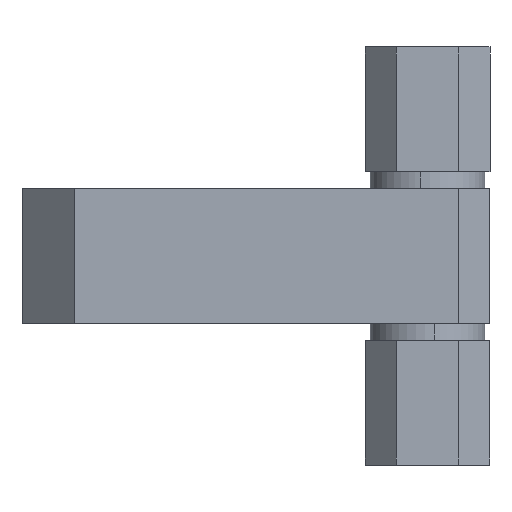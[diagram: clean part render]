
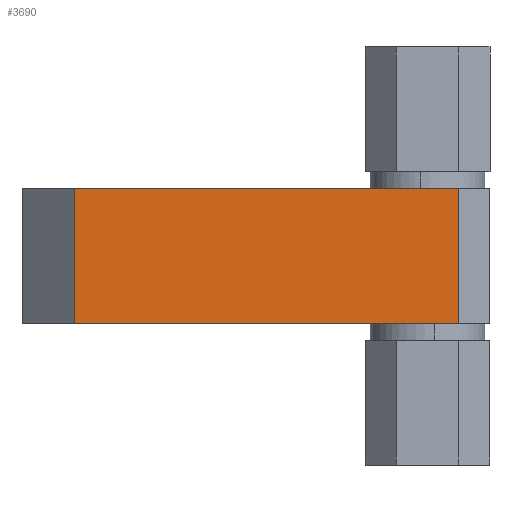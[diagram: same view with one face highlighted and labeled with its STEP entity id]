
A CAD part, front view. The second image highlights one B-rep face of the part: STEP entity #3690.
In plain terms, the highlighted free-form (B-spline) face has degree [1, 1] with [2, 2] control points.
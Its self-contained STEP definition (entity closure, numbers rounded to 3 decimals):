
#3406=CARTESIAN_POINT('',(3.,-6.,13.6));
#3407=VERTEX_POINT('',#3406);
#3413=CARTESIAN_POINT('',(-34.,-6.,13.6));
#3414=VERTEX_POINT('',#3413);
#3415=CARTESIAN_POINT('',(3.,-6.,13.6));
#3416=CARTESIAN_POINT('',(-34.,-6.,13.6));
#3417=QUASI_UNIFORM_CURVE('',1,(#3415,#3416),.UNSPECIFIED.,.F.,.U.);
#3418=EDGE_CURVE('',#3407,#3414,#3417,.T.);
#3483=CARTESIAN_POINT('',(3.,-6.,26.6));
#3484=VERTEX_POINT('',#3483);
#3532=CARTESIAN_POINT('',(-34.,-6.,26.6));
#3533=VERTEX_POINT('',#3532);
#3539=CARTESIAN_POINT('',(3.,-6.,26.6));
#3540=CARTESIAN_POINT('',(-34.,-6.,26.6));
#3541=QUASI_UNIFORM_CURVE('',1,(#3539,#3540),.UNSPECIFIED.,.F.,.U.);
#3542=EDGE_CURVE('',#3484,#3533,#3541,.T.);
#3665=CARTESIAN_POINT('',(-34.,-6.,26.6));
#3666=CARTESIAN_POINT('',(-34.,-6.,13.6));
#3667=QUASI_UNIFORM_CURVE('',1,(#3665,#3666),.UNSPECIFIED.,.F.,.U.);
#3668=EDGE_CURVE('',#3533,#3414,#3667,.T.);
#3675=CARTESIAN_POINT('',(-35.848,-6.,27.249));
#3676=CARTESIAN_POINT('',(-35.848,-6.,12.951));
#3677=CARTESIAN_POINT('',(4.848,-6.,27.249));
#3678=CARTESIAN_POINT('',(4.848,-6.,12.951));
#3679=B_SPLINE_SURFACE_WITH_KNOTS('',1,1,((#3675,#3677),(#3676,#3678)),.UNSPECIFIED.,.F.,.F.,.U.,(2,2),(2,2),(0.0,14.299),(0.0,40.696),.UNSPECIFIED.);
#3680=ORIENTED_EDGE('',*,*,#3418,.F.);
#3681=CARTESIAN_POINT('',(3.,-6.,26.6));
#3682=CARTESIAN_POINT('',(3.,-6.,13.6));
#3683=QUASI_UNIFORM_CURVE('',1,(#3681,#3682),.UNSPECIFIED.,.F.,.U.);
#3684=EDGE_CURVE('',#3484,#3407,#3683,.T.);
#3685=ORIENTED_EDGE('',*,*,#3684,.F.);
#3686=ORIENTED_EDGE('',*,*,#3542,.T.);
#3687=ORIENTED_EDGE('',*,*,#3668,.T.);
#3688=EDGE_LOOP('',(#3680,#3685,#3686,#3687));
#3689=FACE_OUTER_BOUND('',#3688,.T.);
#3690=ADVANCED_FACE('',(#3689),#3679,.T.);
